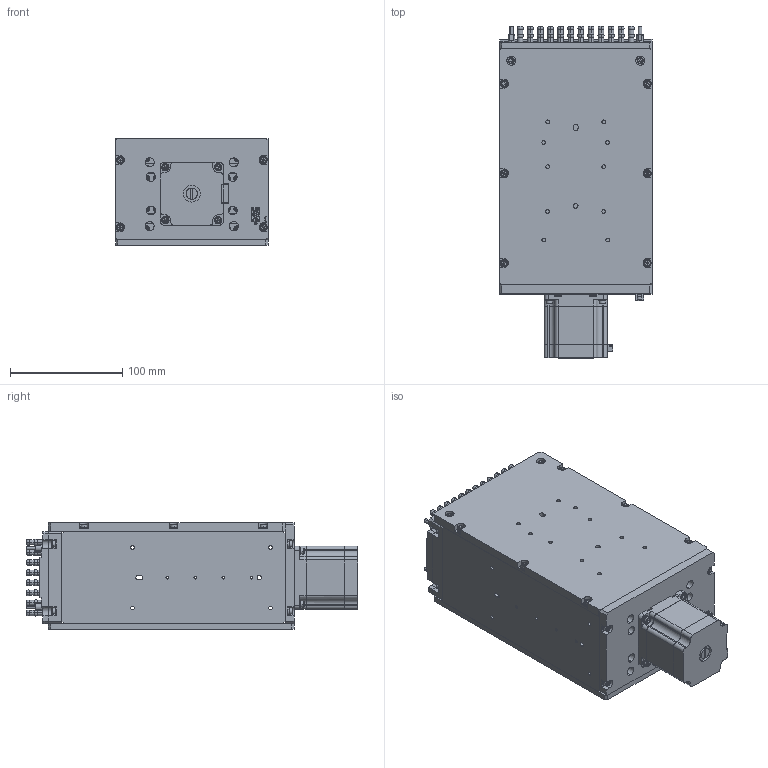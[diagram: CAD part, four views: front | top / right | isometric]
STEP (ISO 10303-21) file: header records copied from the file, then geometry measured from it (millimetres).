
FILE_DESCRIPTION (( 'STEP AP203' ), '1' );
FILE_NAME ('51AP-94-92MC31.STEP', '2023-10-12T03:30:53', ( 'Microsoft' ), ( 'Windows 10' ), 'SwSTEP 2.0', 'SolidWorks 2021', '' );
FILE_SCHEMA (( 'CONFIG_CONTROL_DESIGN' ));
Length unit declared in the file: millimetre
Products named in the file (1): 51AP-94-92MC31
Bounding box: 136.43 x 296 x 95 mm (x, y, z)
Surface area: 249736.7 mm2 (no closed solid volume)
Topology: 0 solids, 196 shells, 2078 faces, 5727 edges, 3752 vertices
Faces by surface type: cylinder 962, plane 604, torus 442, cone 66, sphere 4
Entity records: 67286 total; most frequent: CARTESIAN_POINT 13881, DIRECTION 12339, ORIENTED_EDGE 9489, EDGE_CURVE 5683, AXIS2_PLACEMENT_3D 5086, VERTEX_POINT 3752, CIRCLE 3007, EDGE_LOOP 2415
